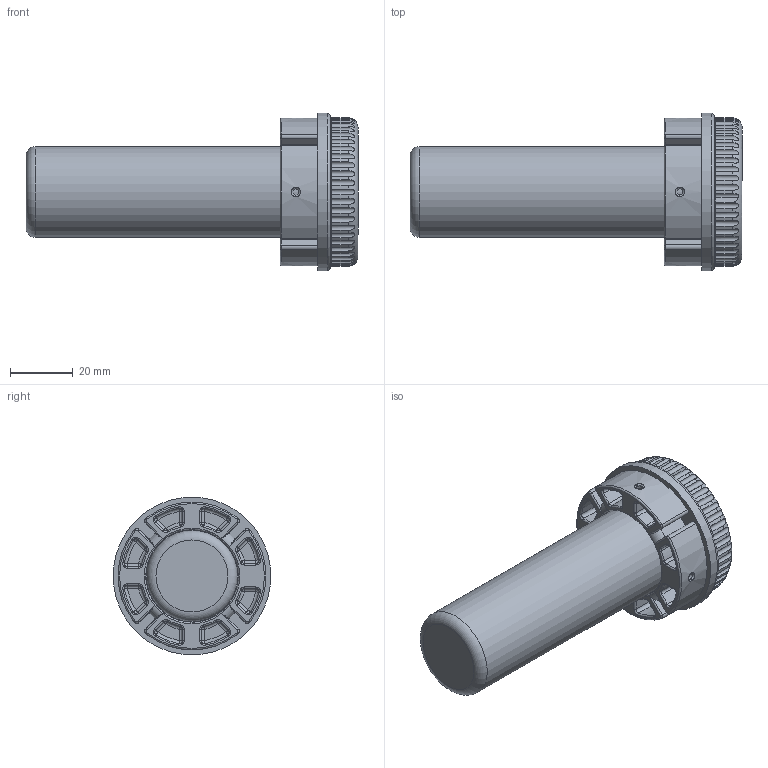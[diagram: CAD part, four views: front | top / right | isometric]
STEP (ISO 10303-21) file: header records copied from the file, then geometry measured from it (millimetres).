
FILE_DESCRIPTION(/* description */ ('STEP AP214'),/* implementation_level */ '2;1');
FILE_NAME(/* name */ 'NewVirole v2.step',/* time_stamp */ '2024-11-11T18:09:43+01:00',/* author */ (''),/* organization */ (''),/* preprocessor_version */ 'ST-DEVELOPER v20',/* originating_system */ 'Autodesk Translation Framework v13.20.0.188',/* authorisation */ '');
FILE_SCHEMA (('AUTOMOTIVE_DESIGN { 1 0 10303 214 3 1 1 }'));
Length unit declared in the file: millimetre
Products named in the file (4): NewVirole; Virole; Stopper; PRO29-1G
Assembly tree (3 placements, depth 2):
  NewVirole
    Virole
    Stopper
    PRO29-1G
Bounding box: 106 x 50.21 x 50.21 mm (x, y, z)
Volume: 87474.6 mm3; surface area: 27278.8 mm2
Topology: 3 solids, 3 shells, 432 faces, 1074 edges, 645 vertices
Faces by surface type: cylinder 232, torus 75, plane 57, sphere 40, bspline 28
Full cylindrical faces by diameter (mm): 2 x4, 24 x1, 28 x1, 29 x1, 29.5 x1, 31.38 x1, 32.4 x1, 36.119 x1, 40.232 x1, 40.895 x1, 41.94 x1, 50.4 x1
Entity records: 29135 total; most frequent: CARTESIAN_POINT 18757, DIRECTION 2294, ORIENTED_EDGE 2116, EDGE_CURVE 1058, AXIS2_PLACEMENT_3D 982, VERTEX_POINT 645, CIRCLE 570, EDGE_LOOP 457
